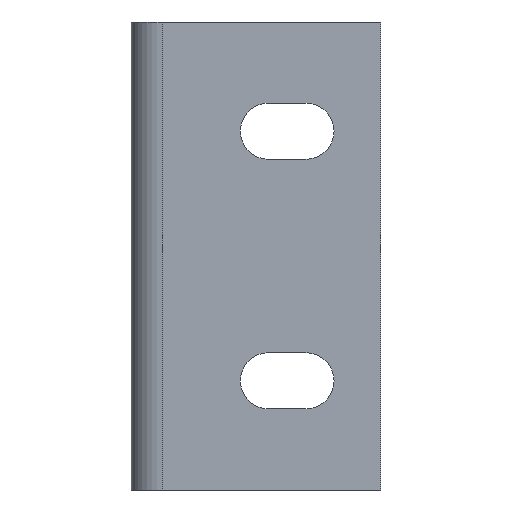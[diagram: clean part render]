
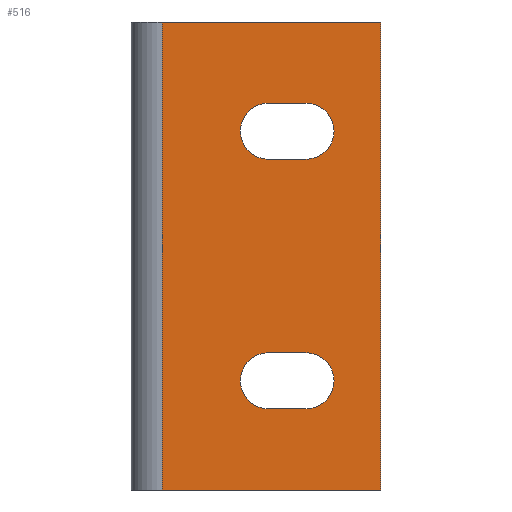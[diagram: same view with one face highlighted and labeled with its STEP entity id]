
A CAD part, front view. The second image highlights one B-rep face of the part: STEP entity #516.
In plain terms, the highlighted planar face has unit normal (0, -1, 0).
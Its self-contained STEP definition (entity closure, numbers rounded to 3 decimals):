
#17=FACE_BOUND('',#87,.T.);
#18=FACE_BOUND('',#88,.T.);
#32=PLANE('',#564);
#58=FACE_OUTER_BOUND('',#86,.T.);
#86=EDGE_LOOP('',(#427,#428,#429,#430));
#87=EDGE_LOOP('',(#431,#432,#433,#434));
#88=EDGE_LOOP('',(#435,#436,#437,#438));
#117=LINE('',#777,#169);
#121=LINE('',#788,#173);
#125=LINE('',#801,#177);
#129=LINE('',#812,#181);
#137=LINE('',#837,#189);
#138=LINE('',#840,#190);
#139=LINE('',#842,#191);
#140=LINE('',#843,#192);
#169=VECTOR('',#631,6.);
#173=VECTOR('',#643,6.);
#177=VECTOR('',#655,6.);
#181=VECTOR('',#667,6.);
#189=VECTOR('',#689,75.);
#190=VECTOR('',#692,35.);
#191=VECTOR('',#693,75.);
#192=VECTOR('',#694,35.);
#211=CIRCLE('',#542,4.5);
#213=CIRCLE('',#546,4.5);
#215=CIRCLE('',#550,4.5);
#217=CIRCLE('',#554,4.5);
#239=VERTEX_POINT('',#767);
#240=VERTEX_POINT('',#768);
#243=VERTEX_POINT('',#776);
#245=VERTEX_POINT('',#782);
#247=VERTEX_POINT('',#791);
#248=VERTEX_POINT('',#792);
#251=VERTEX_POINT('',#800);
#253=VERTEX_POINT('',#806);
#261=VERTEX_POINT('',#830);
#264=VERTEX_POINT('',#835);
#265=VERTEX_POINT('',#839);
#266=VERTEX_POINT('',#841);
#295=EDGE_CURVE('',#239,#240,#211,.T.);
#299=EDGE_CURVE('',#240,#243,#117,.T.);
#302=EDGE_CURVE('',#243,#245,#213,.T.);
#305=EDGE_CURVE('',#245,#239,#121,.T.);
#307=EDGE_CURVE('',#247,#248,#215,.T.);
#311=EDGE_CURVE('',#248,#251,#125,.T.);
#314=EDGE_CURVE('',#251,#253,#217,.T.);
#317=EDGE_CURVE('',#253,#247,#129,.T.);
#329=EDGE_CURVE('',#264,#261,#137,.T.);
#330=EDGE_CURVE('',#265,#264,#138,.T.);
#331=EDGE_CURVE('',#266,#265,#139,.T.);
#332=EDGE_CURVE('',#261,#266,#140,.T.);
#427=ORIENTED_EDGE('',*,*,#329,.F.);
#428=ORIENTED_EDGE('',*,*,#330,.F.);
#429=ORIENTED_EDGE('',*,*,#331,.F.);
#430=ORIENTED_EDGE('',*,*,#332,.F.);
#431=ORIENTED_EDGE('',*,*,#302,.T.);
#432=ORIENTED_EDGE('',*,*,#305,.T.);
#433=ORIENTED_EDGE('',*,*,#295,.T.);
#434=ORIENTED_EDGE('',*,*,#299,.T.);
#435=ORIENTED_EDGE('',*,*,#314,.T.);
#436=ORIENTED_EDGE('',*,*,#317,.T.);
#437=ORIENTED_EDGE('',*,*,#307,.T.);
#438=ORIENTED_EDGE('',*,*,#311,.T.);
#516=ADVANCED_FACE('',(#58,#17,#18),#32,.T.);
#542=AXIS2_PLACEMENT_3D('',#769,#623,#624);
#546=AXIS2_PLACEMENT_3D('',#783,#636,#637);
#550=AXIS2_PLACEMENT_3D('',#793,#647,#648);
#554=AXIS2_PLACEMENT_3D('',#807,#660,#661);
#564=AXIS2_PLACEMENT_3D('',#838,#690,#691);
#623=DIRECTION('center_axis',(0.,1.,0.));
#624=DIRECTION('ref_axis',(0.,0.,-1.));
#631=DIRECTION('',(-1.,0.,0.));
#636=DIRECTION('center_axis',(0.,1.,0.));
#637=DIRECTION('ref_axis',(0.,0.,1.));
#643=DIRECTION('',(1.,0.,0.));
#647=DIRECTION('center_axis',(0.,1.,0.));
#648=DIRECTION('ref_axis',(0.,0.,1.));
#655=DIRECTION('',(-1.,0.,0.));
#660=DIRECTION('center_axis',(0.,1.,0.));
#661=DIRECTION('ref_axis',(0.,0.,-1.));
#667=DIRECTION('',(1.,0.,0.));
#689=DIRECTION('',(0.,0.,1.));
#690=DIRECTION('center_axis',(0.,-1.,0.));
#691=DIRECTION('ref_axis',(1.,0.,0.));
#692=DIRECTION('',(-1.,0.,0.));
#693=DIRECTION('',(0.,0.,-1.));
#694=DIRECTION('',(1.,0.,0.));
#767=CARTESIAN_POINT('',(28.,0.,-15.5));
#768=CARTESIAN_POINT('',(28.,0.,-24.5));
#769=CARTESIAN_POINT('Origin',(28.,0.,-20.));
#776=CARTESIAN_POINT('',(22.,0.,-24.5));
#777=CARTESIAN_POINT('',(11.,0.,-24.5));
#782=CARTESIAN_POINT('',(22.,0.,-15.5));
#783=CARTESIAN_POINT('Origin',(22.,0.,-20.));
#788=CARTESIAN_POINT('',(14.,0.,-15.5));
#791=CARTESIAN_POINT('',(28.,0.,24.5));
#792=CARTESIAN_POINT('',(28.,0.,15.5));
#793=CARTESIAN_POINT('Origin',(28.,0.,20.));
#800=CARTESIAN_POINT('',(22.,0.,15.5));
#801=CARTESIAN_POINT('',(11.,0.,15.5));
#806=CARTESIAN_POINT('',(22.,0.,24.5));
#807=CARTESIAN_POINT('Origin',(22.,0.,20.));
#812=CARTESIAN_POINT('',(14.,0.,24.5));
#830=CARTESIAN_POINT('',(5.,0.,37.5));
#835=CARTESIAN_POINT('',(5.,0.,-37.5));
#837=CARTESIAN_POINT('',(5.,0.,0.));
#838=CARTESIAN_POINT('Origin',(0.,0.,0.));
#839=CARTESIAN_POINT('',(40.,0.,-37.5));
#840=CARTESIAN_POINT('',(40.,0.,-37.5));
#841=CARTESIAN_POINT('',(40.,0.,37.5));
#842=CARTESIAN_POINT('',(40.,0.,0.));
#843=CARTESIAN_POINT('',(40.,0.,37.5));
